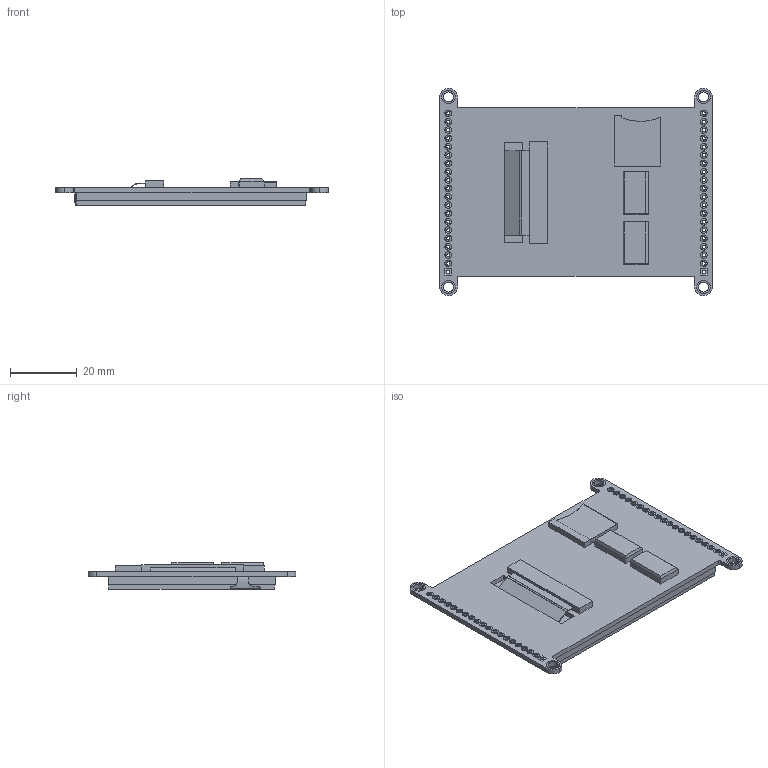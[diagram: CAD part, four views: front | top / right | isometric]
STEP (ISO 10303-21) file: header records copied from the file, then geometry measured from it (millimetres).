
FILE_DESCRIPTION (( 'STEP AP203' ), '1' );
FILE_NAME ('Adafruit 2.8TFT.STEP', '2017-03-15T23:08:08', ( '' ), ( '' ), 'SwSTEP 2.0', 'SolidWorks 2017', '' );
FILE_SCHEMA (( 'CONFIG_CONTROL_DESIGN' ));
Length unit declared in the file: inch
Products named in the file (1): Adafruit 2.8TFT
Bounding box: 81.66 x 62.23 x 8 mm (x, y, z)
Volume: 20202.3 mm3; surface area: 11512.2 mm2
Topology: 1 solids, 1 shells, 455 faces, 1184 edges, 786 vertices
Faces by surface type: cylinder 275, plane 178, bspline 2
Entity records: 14706 total; most frequent: DIRECTION 2697, CARTESIAN_POINT 2588, ORIENTED_EDGE 2368, EDGE_CURVE 1184, AXIS2_PLACEMENT_3D 1075, VERTEX_POINT 786, EDGE_LOOP 642, CIRCLE 621
